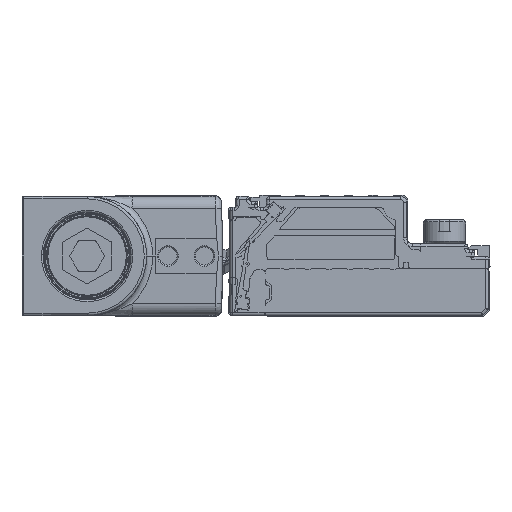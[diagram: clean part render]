
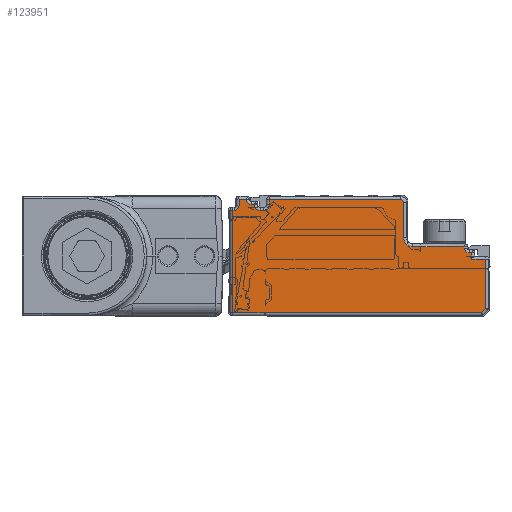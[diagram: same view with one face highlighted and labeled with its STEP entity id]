
A CAD part, left-side view. The second image highlights one B-rep face of the part: STEP entity #123951.
In plain terms, the highlighted planar face has unit normal (-1, 0, 0).
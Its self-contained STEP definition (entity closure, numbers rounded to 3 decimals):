
#123758=AXIS2_PLACEMENT_3D('Circle Axis2P3D',#123756,#123757,$) ;
#123771=AXIS2_PLACEMENT_3D('Plane Axis2P3D',#123768,#123769,#123770) ;
#123791=AXIS2_PLACEMENT_3D('Circle Axis2P3D',#123789,#123790,$) ;
#123810=AXIS2_PLACEMENT_3D('Circle Axis2P3D',#123808,#123809,$) ;
#123831=AXIS2_PLACEMENT_3D('Circle Axis2P3D',#123829,#123830,$) ;
#123845=AXIS2_PLACEMENT_3D('Circle Axis2P3D',#123843,#123844,$) ;
#123859=AXIS2_PLACEMENT_3D('Circle Axis2P3D',#123857,#123858,$) ;
#123880=AXIS2_PLACEMENT_3D('Circle Axis2P3D',#123878,#123879,$) ;
#123407=CARTESIAN_POINT('Vertex',(-478.,4.2,3.5)) ;
#123414=CARTESIAN_POINT('Vertex',(-478.,12.7,3.5)) ;
#123417=CARTESIAN_POINT('Line Origine',(-478.,21.5,3.5)) ;
#123753=CARTESIAN_POINT('Vertex',(-478.,14.2,5.)) ;
#123756=CARTESIAN_POINT('Axis2P3D Location',(-478.,12.7,5.)) ;
#123768=CARTESIAN_POINT('Axis2P3D Location',(-478.,0.2,-7.8)) ;
#123773=CARTESIAN_POINT('Line Origine',(-478.,3.,2.)) ;
#123777=CARTESIAN_POINT('Vertex',(-478.,3.,1.5)) ;
#123779=CARTESIAN_POINT('Vertex',(-478.,3.,2.5)) ;
#123782=CARTESIAN_POINT('Line Origine',(-478.,3.2,2.5)) ;
#123786=CARTESIAN_POINT('Vertex',(-478.,3.4,2.5)) ;
#123789=CARTESIAN_POINT('Axis2P3D Location',(-478.,3.4,3.3)) ;
#123793=CARTESIAN_POINT('Vertex',(-478.,4.2,3.3)) ;
#123796=CARTESIAN_POINT('Line Origine',(-478.,4.2,3.4)) ;
#123801=CARTESIAN_POINT('Line Origine',(-478.,14.2,7.9)) ;
#123805=CARTESIAN_POINT('Vertex',(-478.,14.2,10.8)) ;
#123808=CARTESIAN_POINT('Axis2P3D Location',(-478.,14.7,10.8)) ;
#123812=CARTESIAN_POINT('Vertex',(-478.,14.7,11.3)) ;
#123815=CARTESIAN_POINT('Line Origine',(-478.,25.5,11.3)) ;
#123819=CARTESIAN_POINT('Vertex',(-478.,36.3,11.3)) ;
#123822=CARTESIAN_POINT('Line Origine',(-478.,36.3,10.9)) ;
#123826=CARTESIAN_POINT('Vertex',(-478.,36.3,10.5)) ;
#123829=CARTESIAN_POINT('Axis2P3D Location',(-478.,37.3,10.5)) ;
#123833=CARTESIAN_POINT('Vertex',(-478.,37.3,9.5)) ;
#123836=CARTESIAN_POINT('Line Origine',(-478.,37.55,9.5)) ;
#123840=CARTESIAN_POINT('Vertex',(-478.,37.8,9.5)) ;
#123843=CARTESIAN_POINT('Axis2P3D Location',(-478.,37.8,10.5)) ;
#123847=CARTESIAN_POINT('Vertex',(-478.,38.8,10.5)) ;
#123850=CARTESIAN_POINT('Line Origine',(-478.,39.05,10.5)) ;
#123854=CARTESIAN_POINT('Vertex',(-478.,39.3,10.5)) ;
#123857=CARTESIAN_POINT('Axis2P3D Location',(-478.,39.3,11.3)) ;
#123861=CARTESIAN_POINT('Vertex',(-478.,40.1,11.3)) ;
#123864=CARTESIAN_POINT('Line Origine',(-478.,40.7,11.3)) ;
#123868=CARTESIAN_POINT('Vertex',(-478.,41.3,11.3)) ;
#123871=CARTESIAN_POINT('Line Origine',(-478.,41.3,10.8)) ;
#123875=CARTESIAN_POINT('Vertex',(-478.,41.3,10.3)) ;
#123878=CARTESIAN_POINT('Axis2P3D Location',(-478.,42.1,10.3)) ;
#123882=CARTESIAN_POINT('Vertex',(-478.,42.1,9.5)) ;
#123885=CARTESIAN_POINT('Line Origine',(-478.,42.2,9.5)) ;
#123889=CARTESIAN_POINT('Vertex',(-478.,42.3,9.5)) ;
#123892=CARTESIAN_POINT('Line Origine',(-478.,42.3,1.1)) ;
#123896=CARTESIAN_POINT('Vertex',(-478.,42.3,-7.3)) ;
#123899=CARTESIAN_POINT('Line Origine',(-478.,21.854,-7.3)) ;
#123903=CARTESIAN_POINT('Vertex',(-478.,1.407,-7.3)) ;
#123906=CARTESIAN_POINT('Line Origine',(-478.,1.054,-6.946)) ;
#123910=CARTESIAN_POINT('Vertex',(-478.,0.7,-6.593)) ;
#123913=CARTESIAN_POINT('Line Origine',(-478.,0.7,-2.546)) ;
#123917=CARTESIAN_POINT('Vertex',(-478.,0.7,1.5)) ;
#123920=CARTESIAN_POINT('Line Origine',(-478.,1.85,1.5)) ;
#123418=DIRECTION('Vector Direction',(0.,-1.,0.)) ;
#123757=DIRECTION('Axis2P3D Direction',(1.,0.,0.)) ;
#123769=DIRECTION('Axis2P3D Direction',(-1.,0.,0.)) ;
#123770=DIRECTION('Axis2P3D XDirection',(0.,0.,1.)) ;
#123774=DIRECTION('Vector Direction',(0.,0.,1.)) ;
#123783=DIRECTION('Vector Direction',(0.,1.,0.)) ;
#123790=DIRECTION('Axis2P3D Direction',(-1.,0.,0.)) ;
#123797=DIRECTION('Vector Direction',(0.,0.,-1.)) ;
#123802=DIRECTION('Vector Direction',(0.,0.,1.)) ;
#123809=DIRECTION('Axis2P3D Direction',(-1.,0.,0.)) ;
#123816=DIRECTION('Vector Direction',(0.,1.,0.)) ;
#123823=DIRECTION('Vector Direction',(0.,0.,-1.)) ;
#123830=DIRECTION('Axis2P3D Direction',(-1.,0.,0.)) ;
#123837=DIRECTION('Vector Direction',(0.,1.,0.)) ;
#123844=DIRECTION('Axis2P3D Direction',(-1.,0.,0.)) ;
#123851=DIRECTION('Vector Direction',(0.,-1.,0.)) ;
#123858=DIRECTION('Axis2P3D Direction',(-1.,0.,0.)) ;
#123865=DIRECTION('Vector Direction',(0.,1.,0.)) ;
#123872=DIRECTION('Vector Direction',(0.,0.,-1.)) ;
#123879=DIRECTION('Axis2P3D Direction',(-1.,0.,0.)) ;
#123886=DIRECTION('Vector Direction',(0.,1.,0.)) ;
#123893=DIRECTION('Vector Direction',(0.,0.,-1.)) ;
#123900=DIRECTION('Vector Direction',(0.,-1.,0.)) ;
#123907=DIRECTION('Vector Direction',(0.,-0.707,0.707)) ;
#123914=DIRECTION('Vector Direction',(0.,0.,1.)) ;
#123921=DIRECTION('Vector Direction',(0.,1.,0.)) ;
#123419=VECTOR('Line Direction',#123418,1.) ;
#123775=VECTOR('Line Direction',#123774,1.) ;
#123784=VECTOR('Line Direction',#123783,1.) ;
#123798=VECTOR('Line Direction',#123797,1.) ;
#123803=VECTOR('Line Direction',#123802,1.) ;
#123817=VECTOR('Line Direction',#123816,1.) ;
#123824=VECTOR('Line Direction',#123823,1.) ;
#123838=VECTOR('Line Direction',#123837,1.) ;
#123852=VECTOR('Line Direction',#123851,1.) ;
#123866=VECTOR('Line Direction',#123865,1.) ;
#123873=VECTOR('Line Direction',#123872,1.) ;
#123887=VECTOR('Line Direction',#123886,1.) ;
#123894=VECTOR('Line Direction',#123893,1.) ;
#123901=VECTOR('Line Direction',#123900,1.) ;
#123908=VECTOR('Line Direction',#123907,1.) ;
#123915=VECTOR('Line Direction',#123914,1.) ;
#123922=VECTOR('Line Direction',#123921,1.) ;
#123926=ORIENTED_EDGE('',*,*,#123781,.T.) ;
#123927=ORIENTED_EDGE('',*,*,#123788,.T.) ;
#123928=ORIENTED_EDGE('',*,*,#123795,.T.) ;
#123929=ORIENTED_EDGE('',*,*,#123800,.T.) ;
#123930=ORIENTED_EDGE('',*,*,#123421,.T.) ;
#123931=ORIENTED_EDGE('',*,*,#123760,.T.) ;
#123932=ORIENTED_EDGE('',*,*,#123807,.T.) ;
#123933=ORIENTED_EDGE('',*,*,#123814,.T.) ;
#123934=ORIENTED_EDGE('',*,*,#123821,.T.) ;
#123935=ORIENTED_EDGE('',*,*,#123828,.T.) ;
#123936=ORIENTED_EDGE('',*,*,#123835,.T.) ;
#123937=ORIENTED_EDGE('',*,*,#123842,.T.) ;
#123938=ORIENTED_EDGE('',*,*,#123849,.T.) ;
#123939=ORIENTED_EDGE('',*,*,#123856,.T.) ;
#123940=ORIENTED_EDGE('',*,*,#123863,.T.) ;
#123941=ORIENTED_EDGE('',*,*,#123870,.T.) ;
#123942=ORIENTED_EDGE('',*,*,#123877,.T.) ;
#123943=ORIENTED_EDGE('',*,*,#123884,.T.) ;
#123944=ORIENTED_EDGE('',*,*,#123891,.T.) ;
#123945=ORIENTED_EDGE('',*,*,#123898,.T.) ;
#123946=ORIENTED_EDGE('',*,*,#123905,.T.) ;
#123947=ORIENTED_EDGE('',*,*,#123912,.T.) ;
#123948=ORIENTED_EDGE('',*,*,#123919,.T.) ;
#123949=ORIENTED_EDGE('',*,*,#123924,.T.) ;
#123951=ADVANCED_FACE('\X2\FF8AFF9FFF70FF82\X0\ \X2\FF8EFF9EFF83FF9EFF68FF70\X0\',(#123950),#123772,.T.) ;
#123759=CIRCLE('generated circle',#123758,1.5) ;
#123792=CIRCLE('generated circle',#123791,0.8) ;
#123811=CIRCLE('generated circle',#123810,0.5) ;
#123832=CIRCLE('generated circle',#123831,1.) ;
#123846=CIRCLE('generated circle',#123845,1.) ;
#123860=CIRCLE('generated circle',#123859,0.8) ;
#123881=CIRCLE('generated circle',#123880,0.8) ;
#123421=EDGE_CURVE('',#123408,#123415,#123420,.F.) ;
#123760=EDGE_CURVE('',#123415,#123754,#123759,.T.) ;
#123781=EDGE_CURVE('',#123778,#123780,#123776,.T.) ;
#123788=EDGE_CURVE('',#123780,#123787,#123785,.T.) ;
#123795=EDGE_CURVE('',#123787,#123794,#123792,.F.) ;
#123800=EDGE_CURVE('',#123794,#123408,#123799,.F.) ;
#123807=EDGE_CURVE('',#123754,#123806,#123804,.T.) ;
#123814=EDGE_CURVE('',#123806,#123813,#123811,.T.) ;
#123821=EDGE_CURVE('',#123813,#123820,#123818,.T.) ;
#123828=EDGE_CURVE('',#123820,#123827,#123825,.T.) ;
#123835=EDGE_CURVE('',#123827,#123834,#123832,.F.) ;
#123842=EDGE_CURVE('',#123834,#123841,#123839,.T.) ;
#123849=EDGE_CURVE('',#123841,#123848,#123846,.F.) ;
#123856=EDGE_CURVE('',#123848,#123855,#123853,.F.) ;
#123863=EDGE_CURVE('',#123855,#123862,#123860,.F.) ;
#123870=EDGE_CURVE('',#123862,#123869,#123867,.T.) ;
#123877=EDGE_CURVE('',#123869,#123876,#123874,.T.) ;
#123884=EDGE_CURVE('',#123876,#123883,#123881,.F.) ;
#123891=EDGE_CURVE('',#123883,#123890,#123888,.T.) ;
#123898=EDGE_CURVE('',#123890,#123897,#123895,.T.) ;
#123905=EDGE_CURVE('',#123897,#123904,#123902,.T.) ;
#123912=EDGE_CURVE('',#123904,#123911,#123909,.T.) ;
#123919=EDGE_CURVE('',#123911,#123918,#123916,.T.) ;
#123924=EDGE_CURVE('',#123918,#123778,#123923,.T.) ;
#123925=EDGE_LOOP('',(#123926,#123927,#123928,#123929,#123930,#123931,#123932,#123933,#123934,#123935,#123936,#123937,#123938,#123939,#123940,#123941,#123942,#123943,#123944,#123945,#123946,#123947,#123948,#123949)) ;
#123950=FACE_OUTER_BOUND('',#123925,.T.) ;
#123420=LINE('Line',#123417,#123419) ;
#123776=LINE('Line',#123773,#123775) ;
#123785=LINE('Line',#123782,#123784) ;
#123799=LINE('Line',#123796,#123798) ;
#123804=LINE('Line',#123801,#123803) ;
#123818=LINE('Line',#123815,#123817) ;
#123825=LINE('Line',#123822,#123824) ;
#123839=LINE('Line',#123836,#123838) ;
#123853=LINE('Line',#123850,#123852) ;
#123867=LINE('Line',#123864,#123866) ;
#123874=LINE('Line',#123871,#123873) ;
#123888=LINE('Line',#123885,#123887) ;
#123895=LINE('Line',#123892,#123894) ;
#123902=LINE('Line',#123899,#123901) ;
#123909=LINE('Line',#123906,#123908) ;
#123916=LINE('Line',#123913,#123915) ;
#123923=LINE('Line',#123920,#123922) ;
#123772=PLANE('',#123771) ;
#123408=VERTEX_POINT('',#123407) ;
#123415=VERTEX_POINT('',#123414) ;
#123754=VERTEX_POINT('',#123753) ;
#123778=VERTEX_POINT('',#123777) ;
#123780=VERTEX_POINT('',#123779) ;
#123787=VERTEX_POINT('',#123786) ;
#123794=VERTEX_POINT('',#123793) ;
#123806=VERTEX_POINT('',#123805) ;
#123813=VERTEX_POINT('',#123812) ;
#123820=VERTEX_POINT('',#123819) ;
#123827=VERTEX_POINT('',#123826) ;
#123834=VERTEX_POINT('',#123833) ;
#123841=VERTEX_POINT('',#123840) ;
#123848=VERTEX_POINT('',#123847) ;
#123855=VERTEX_POINT('',#123854) ;
#123862=VERTEX_POINT('',#123861) ;
#123869=VERTEX_POINT('',#123868) ;
#123876=VERTEX_POINT('',#123875) ;
#123883=VERTEX_POINT('',#123882) ;
#123890=VERTEX_POINT('',#123889) ;
#123897=VERTEX_POINT('',#123896) ;
#123904=VERTEX_POINT('',#123903) ;
#123911=VERTEX_POINT('',#123910) ;
#123918=VERTEX_POINT('',#123917) ;
